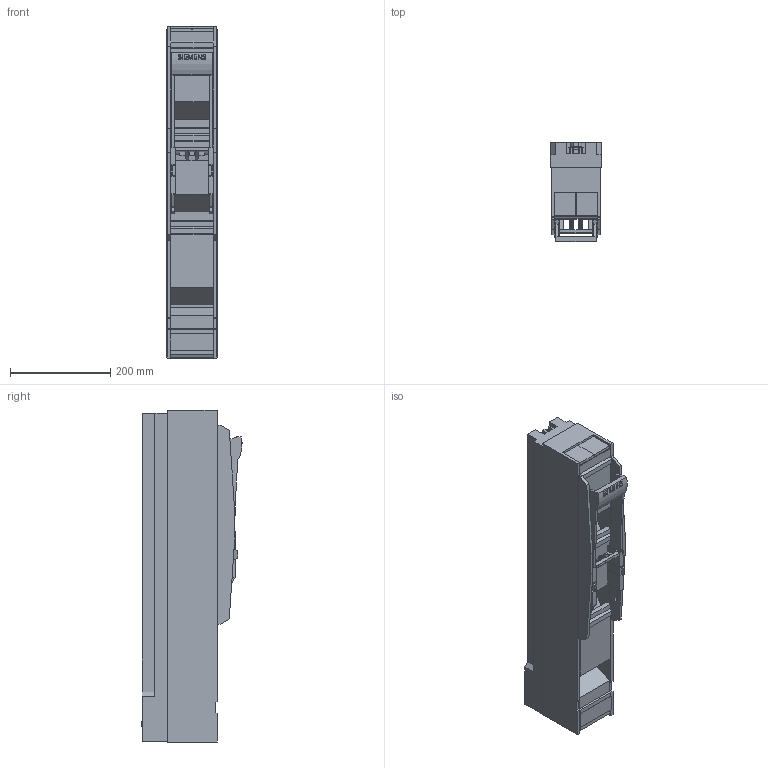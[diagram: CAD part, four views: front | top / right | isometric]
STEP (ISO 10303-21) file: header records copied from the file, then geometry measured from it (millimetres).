
FILE_DESCRIPTION(/* description */ (''),/* implementation_level */ '2;1');
FILE_NAME(/* name */ '3NJ41233BF11_v.stp',/* time_stamp */ '2023-05-26T13:11:03+02:00',/* author */ (''),/* organization */ (''),/* preprocessor_version */ 'ST-DEVELOPER v18.101',/* originating_system */ 'SIEMENS PLM Software NX 2008',/* authorisation */ '');
FILE_SCHEMA (('AUTOMOTIVE_DESIGN { 1 0 10303 214 3 1 1 1 }'));
Length unit declared in the file: millimetre
Products named in the file (1): 3NJ41233BF11_v9_final
Bounding box: 100 x 199.2 x 661 mm (x, y, z)
Volume: 7878655.2 mm3; surface area: 829724.5 mm2
Topology: 7 solids, 7 shells, 667 faces, 1924 edges, 1281 vertices
Faces by surface type: plane 549, cylinder 88, extrusion 18, cone 12
Full cylindrical faces by diameter (mm): 3.335 x2, 4.023 x2, 4.5 x2, 4.622 x2, 5.1 x6, 5.4 x2, 5.467 x2, 10 x8, 14 x1, 20 x2, 31.6 x2
Entity records: 23536 total; most frequent: CARTESIAN_POINT 4629, ORIENTED_EDGE 3706, DIRECTION 3286, EDGE_CURVE 1853, VECTOR 1554, LINE 1536, VERTEX_POINT 1255, AXIS2_PLACEMENT_3D 866
